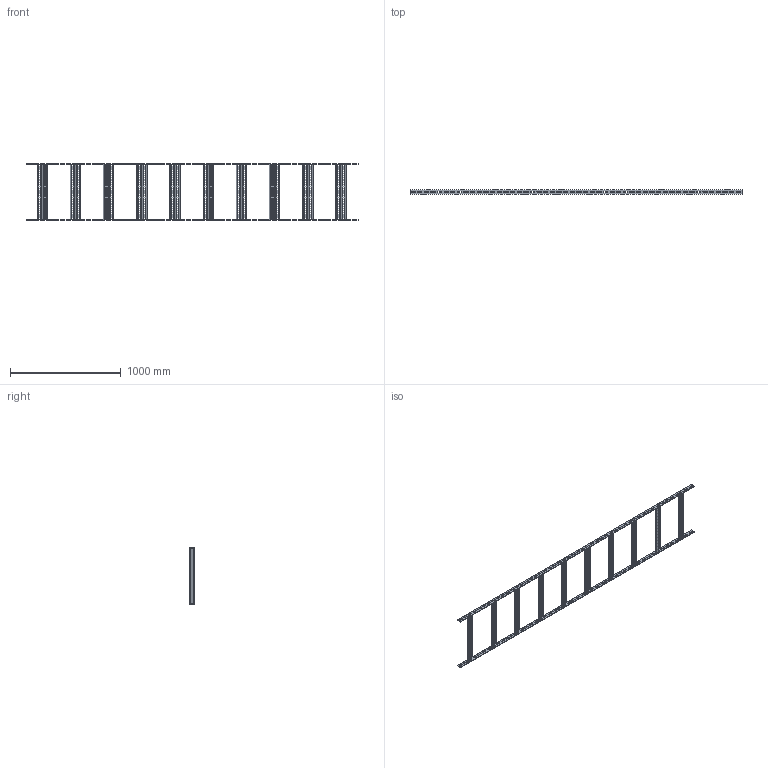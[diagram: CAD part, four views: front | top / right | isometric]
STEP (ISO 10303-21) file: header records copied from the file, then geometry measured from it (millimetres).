
FILE_DESCRIPTION (( 'STEP AP214' ), '1' );
FILE_NAME ('7098140.stp', '2018-01-26T10:12:50', ( '' ), ( '' ), 'SwSTEP 2.0', 'SolidWorks 2016', '' );
FILE_SCHEMA (( 'AUTOMOTIVE_DESIGN' ));
Length unit declared in the file: millimetre
Products named in the file (3): 014710_Z-Sprosse-500; KTS 20.002-013_ungelocht 3000x40x5; 7098140
Assembly tree (12 placements, depth 2):
  7098140
    KTS 20.002-013_ungelocht 3000x40x5  x2
    014710_Z-Sprosse-500  x10
Bounding box: 3000 x 40 x 510 mm (x, y, z)
Volume: 2030930.7 mm3; surface area: 1627560.9 mm2
Topology: 12 solids, 12 shells, 3212 faces, 9564 edges, 6376 vertices
Faces by surface type: plane 1712, cylinder 1500
Entity records: 18440 total; most frequent: DIRECTION 3188, CARTESIAN_POINT 3151, ORIENTED_EDGE 3132, EDGE_CURVE 1566, AXIS2_PLACEMENT_3D 1081, VERTEX_POINT 1044, LINE 1026, VECTOR 1026
